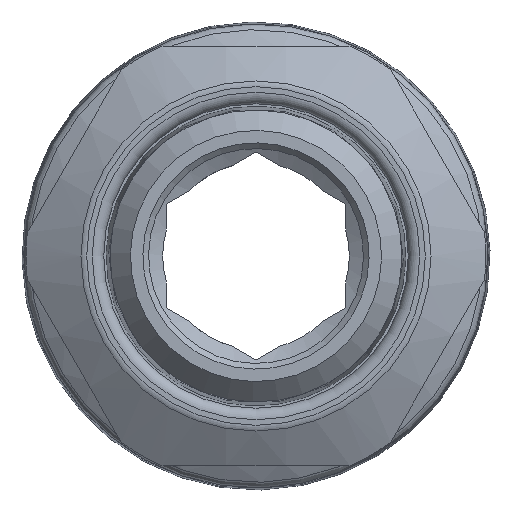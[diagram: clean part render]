
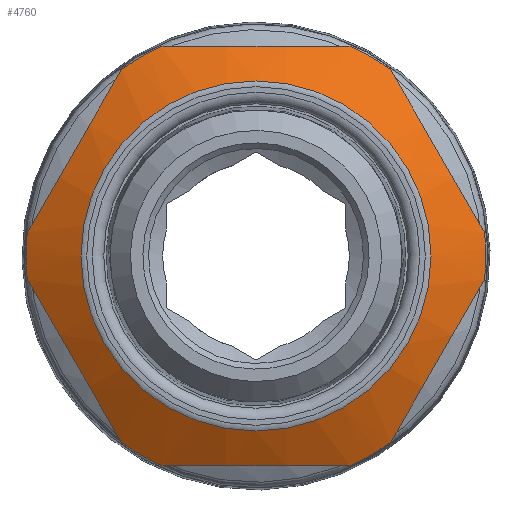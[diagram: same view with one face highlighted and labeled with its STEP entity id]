
A CAD part, front view. The second image highlights one B-rep face of the part: STEP entity #4760.
In plain terms, the highlighted conical face has half-angle 60 degrees and reference radius 17.78 mm.
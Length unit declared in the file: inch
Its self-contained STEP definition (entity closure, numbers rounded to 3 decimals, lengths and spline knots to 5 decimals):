
#199=(
BOUNDED_CURVE()
B_SPLINE_CURVE(2,(#10942,#10943,#10944),.UNSPECIFIED.,.F.,.F.)
B_SPLINE_CURVE_WITH_KNOTS((3,3),(0.,1.67512),.UNSPECIFIED.)
CURVE()
GEOMETRIC_REPRESENTATION_ITEM()
RATIONAL_B_SPLINE_CURVE((1.,1.096,1.))
REPRESENTATION_ITEM('')
);
#200=(
BOUNDED_CURVE()
B_SPLINE_CURVE(2,(#10948,#10949,#10950),.UNSPECIFIED.,.F.,.F.)
B_SPLINE_CURVE_WITH_KNOTS((3,3),(0.,1.67512),.UNSPECIFIED.)
CURVE()
GEOMETRIC_REPRESENTATION_ITEM()
RATIONAL_B_SPLINE_CURVE((1.,1.096,1.))
REPRESENTATION_ITEM('')
);
#201=(
BOUNDED_CURVE()
B_SPLINE_CURVE(2,(#10954,#10955,#10956),.UNSPECIFIED.,.F.,.F.)
B_SPLINE_CURVE_WITH_KNOTS((3,3),(0.,1.67512),.UNSPECIFIED.)
CURVE()
GEOMETRIC_REPRESENTATION_ITEM()
RATIONAL_B_SPLINE_CURVE((1.,1.096,1.))
REPRESENTATION_ITEM('')
);
#202=(
BOUNDED_CURVE()
B_SPLINE_CURVE(2,(#10960,#10961,#10962),.UNSPECIFIED.,.F.,.F.)
B_SPLINE_CURVE_WITH_KNOTS((3,3),(0.,1.67512),.UNSPECIFIED.)
CURVE()
GEOMETRIC_REPRESENTATION_ITEM()
RATIONAL_B_SPLINE_CURVE((1.,1.096,1.))
REPRESENTATION_ITEM('')
);
#203=(
BOUNDED_CURVE()
B_SPLINE_CURVE(2,(#10966,#10967,#10968),.UNSPECIFIED.,.F.,.F.)
B_SPLINE_CURVE_WITH_KNOTS((3,3),(0.,1.67512),.UNSPECIFIED.)
CURVE()
GEOMETRIC_REPRESENTATION_ITEM()
RATIONAL_B_SPLINE_CURVE((1.,1.096,1.))
REPRESENTATION_ITEM('')
);
#204=(
BOUNDED_CURVE()
B_SPLINE_CURVE(2,(#10972,#10973,#10974),.UNSPECIFIED.,.F.,.F.)
B_SPLINE_CURVE_WITH_KNOTS((3,3),(0.,1.67512),.UNSPECIFIED.)
CURVE()
GEOMETRIC_REPRESENTATION_ITEM()
RATIONAL_B_SPLINE_CURVE((1.,1.096,1.))
REPRESENTATION_ITEM('')
);
#721=FACE_OUTER_BOUND('',#1026,.T.);
#1026=EDGE_LOOP('',(#3783,#3784,#3785,#3786,#3787,#3788,#3789,#3790,#3791,
#3792,#3793,#3794,#3795,#3796,#3797,#3798));
#1217=LINE('',#10938,#1391);
#1391=VECTOR('',#6348,0.7);
#1655=CIRCLE('',#5271,0.60928);
#1657=CIRCLE('',#5275,0.8);
#1658=CIRCLE('',#5276,0.8);
#1659=CIRCLE('',#5277,0.8);
#1660=CIRCLE('',#5278,0.8);
#1661=CIRCLE('',#5279,0.8);
#1662=CIRCLE('',#5280,0.8);
#1663=CIRCLE('',#5281,0.8);
#2012=VERTEX_POINT('',#10930);
#2014=VERTEX_POINT('',#10937);
#2015=VERTEX_POINT('',#10939);
#2016=VERTEX_POINT('',#10941);
#2017=VERTEX_POINT('',#10945);
#2018=VERTEX_POINT('',#10947);
#2019=VERTEX_POINT('',#10951);
#2020=VERTEX_POINT('',#10953);
#2021=VERTEX_POINT('',#10957);
#2022=VERTEX_POINT('',#10959);
#2023=VERTEX_POINT('',#10963);
#2024=VERTEX_POINT('',#10965);
#2025=VERTEX_POINT('',#10969);
#2026=VERTEX_POINT('',#10971);
#2622=EDGE_CURVE('',#2012,#2012,#1655,.T.);
#2624=EDGE_CURVE('',#2012,#2014,#1217,.T.);
#2625=EDGE_CURVE('',#2015,#2014,#1657,.T.);
#2626=EDGE_CURVE('',#2016,#2015,#199,.T.);
#2627=EDGE_CURVE('',#2017,#2016,#1658,.T.);
#2628=EDGE_CURVE('',#2018,#2017,#200,.T.);
#2629=EDGE_CURVE('',#2019,#2018,#1659,.T.);
#2630=EDGE_CURVE('',#2020,#2019,#201,.T.);
#2631=EDGE_CURVE('',#2021,#2020,#1660,.T.);
#2632=EDGE_CURVE('',#2022,#2021,#202,.T.);
#2633=EDGE_CURVE('',#2023,#2022,#1661,.T.);
#2634=EDGE_CURVE('',#2024,#2023,#203,.T.);
#2635=EDGE_CURVE('',#2025,#2024,#1662,.T.);
#2636=EDGE_CURVE('',#2026,#2025,#204,.T.);
#2637=EDGE_CURVE('',#2014,#2026,#1663,.T.);
#3783=ORIENTED_EDGE('',*,*,#2622,.F.);
#3784=ORIENTED_EDGE('',*,*,#2624,.T.);
#3785=ORIENTED_EDGE('',*,*,#2625,.F.);
#3786=ORIENTED_EDGE('',*,*,#2626,.F.);
#3787=ORIENTED_EDGE('',*,*,#2627,.F.);
#3788=ORIENTED_EDGE('',*,*,#2628,.F.);
#3789=ORIENTED_EDGE('',*,*,#2629,.F.);
#3790=ORIENTED_EDGE('',*,*,#2630,.F.);
#3791=ORIENTED_EDGE('',*,*,#2631,.F.);
#3792=ORIENTED_EDGE('',*,*,#2632,.F.);
#3793=ORIENTED_EDGE('',*,*,#2633,.F.);
#3794=ORIENTED_EDGE('',*,*,#2634,.F.);
#3795=ORIENTED_EDGE('',*,*,#2635,.F.);
#3796=ORIENTED_EDGE('',*,*,#2636,.F.);
#3797=ORIENTED_EDGE('',*,*,#2637,.F.);
#3798=ORIENTED_EDGE('',*,*,#2624,.F.);
#4240=CONICAL_SURFACE('',#5274,0.7,1.047);
#4760=ADVANCED_FACE('',(#721),#4240,.T.);
#5271=AXIS2_PLACEMENT_3D('',#10932,#6340,#6341);
#5274=AXIS2_PLACEMENT_3D('',#10936,#6346,#6347);
#5275=AXIS2_PLACEMENT_3D('',#10940,#6349,#6350);
#5276=AXIS2_PLACEMENT_3D('',#10946,#6351,#6352);
#5277=AXIS2_PLACEMENT_3D('',#10952,#6353,#6354);
#5278=AXIS2_PLACEMENT_3D('',#10958,#6355,#6356);
#5279=AXIS2_PLACEMENT_3D('',#10964,#6357,#6358);
#5280=AXIS2_PLACEMENT_3D('',#10970,#6359,#6360);
#5281=AXIS2_PLACEMENT_3D('',#10975,#6361,#6362);
#6340=DIRECTION('center_axis',(0.,-1.,0.));
#6341=DIRECTION('ref_axis',(-1.,0.,0.));
#6346=DIRECTION('center_axis',(0.,1.,0.));
#6347=DIRECTION('ref_axis',(1.,0.,0.));
#6348=DIRECTION('',(-0.866,0.5,0.));
#6349=DIRECTION('center_axis',(0.,1.,0.));
#6350=DIRECTION('ref_axis',(-1.,0.,0.));
#6351=DIRECTION('center_axis',(0.,1.,0.));
#6352=DIRECTION('ref_axis',(-1.,0.,0.));
#6353=DIRECTION('center_axis',(0.,1.,0.));
#6354=DIRECTION('ref_axis',(-1.,0.,0.));
#6355=DIRECTION('center_axis',(0.,1.,0.));
#6356=DIRECTION('ref_axis',(-1.,0.,0.));
#6357=DIRECTION('center_axis',(0.,1.,0.));
#6358=DIRECTION('ref_axis',(-1.,0.,0.));
#6359=DIRECTION('center_axis',(0.,1.,0.));
#6360=DIRECTION('ref_axis',(-1.,0.,0.));
#6361=DIRECTION('center_axis',(0.,1.,0.));
#6362=DIRECTION('ref_axis',(-1.,0.,0.));
#10930=CARTESIAN_POINT('',(-0.60928,-2.06909,0.));
#10932=CARTESIAN_POINT('Origin',(0.,-2.06909,
0.));
#10936=CARTESIAN_POINT('Origin',(0.,-2.01671,
0.));
#10937=CARTESIAN_POINT('',(-0.8,-1.95898,0.));
#10938=CARTESIAN_POINT('',(-0.7,-2.01671,0.));
#10939=CARTESIAN_POINT('',(-0.79583,-1.95898,-0.08158));
#10940=CARTESIAN_POINT('Origin',(0.,-1.95898,0.));
#10941=CARTESIAN_POINT('',(-0.46857,-1.95898,-0.64842));
#10942=CARTESIAN_POINT('Ctrl Pts',(-0.46857,-1.95898,
-0.64842));
#10943=CARTESIAN_POINT('Ctrl Pts',(-0.6322,-2.03627,
-0.365));
#10944=CARTESIAN_POINT('Ctrl Pts',(-0.79583,-1.95898,
-0.08158));
#10945=CARTESIAN_POINT('',(-0.32726,-1.95898,-0.73));
#10946=CARTESIAN_POINT('Origin',(0.,-1.95898,0.));
#10947=CARTESIAN_POINT('',(0.32726,-1.95898,-0.73));
#10948=CARTESIAN_POINT('Ctrl Pts',(0.32726,-1.95898,
-0.73));
#10949=CARTESIAN_POINT('Ctrl Pts',(0.,-2.03627,
-0.73));
#10950=CARTESIAN_POINT('Ctrl Pts',(-0.32726,-1.95898,
-0.73));
#10951=CARTESIAN_POINT('',(0.46857,-1.95898,-0.64842));
#10952=CARTESIAN_POINT('Origin',(0.,-1.95898,0.));
#10953=CARTESIAN_POINT('',(0.79583,-1.95898,-0.08158));
#10954=CARTESIAN_POINT('Ctrl Pts',(0.79583,-1.95898,
-0.08158));
#10955=CARTESIAN_POINT('Ctrl Pts',(0.6322,-2.03627,-0.365));
#10956=CARTESIAN_POINT('Ctrl Pts',(0.46857,-1.95898,
-0.64842));
#10957=CARTESIAN_POINT('',(0.79583,-1.95898,0.08158));
#10958=CARTESIAN_POINT('Origin',(0.,-1.95898,0.));
#10959=CARTESIAN_POINT('',(0.46857,-1.95898,0.64842));
#10960=CARTESIAN_POINT('Ctrl Pts',(0.46857,-1.95898,
0.64842));
#10961=CARTESIAN_POINT('Ctrl Pts',(0.6322,-2.03627,0.365));
#10962=CARTESIAN_POINT('Ctrl Pts',(0.79583,-1.95898,
0.08158));
#10963=CARTESIAN_POINT('',(0.32726,-1.95898,0.73));
#10964=CARTESIAN_POINT('Origin',(0.,-1.95898,0.));
#10965=CARTESIAN_POINT('',(-0.32726,-1.95898,0.73));
#10966=CARTESIAN_POINT('Ctrl Pts',(-0.32726,-1.95898,
0.73));
#10967=CARTESIAN_POINT('Ctrl Pts',(0.,-2.03627,
0.73));
#10968=CARTESIAN_POINT('Ctrl Pts',(0.32726,-1.95898,
0.73));
#10969=CARTESIAN_POINT('',(-0.46857,-1.95898,0.64842));
#10970=CARTESIAN_POINT('Origin',(0.,-1.95898,0.));
#10971=CARTESIAN_POINT('',(-0.79583,-1.95898,0.08158));
#10972=CARTESIAN_POINT('Ctrl Pts',(-0.79583,-1.95898,
0.08158));
#10973=CARTESIAN_POINT('Ctrl Pts',(-0.6322,-2.03627,
0.365));
#10974=CARTESIAN_POINT('Ctrl Pts',(-0.46857,-1.95898,
0.64842));
#10975=CARTESIAN_POINT('Origin',(0.,-1.95898,0.));
